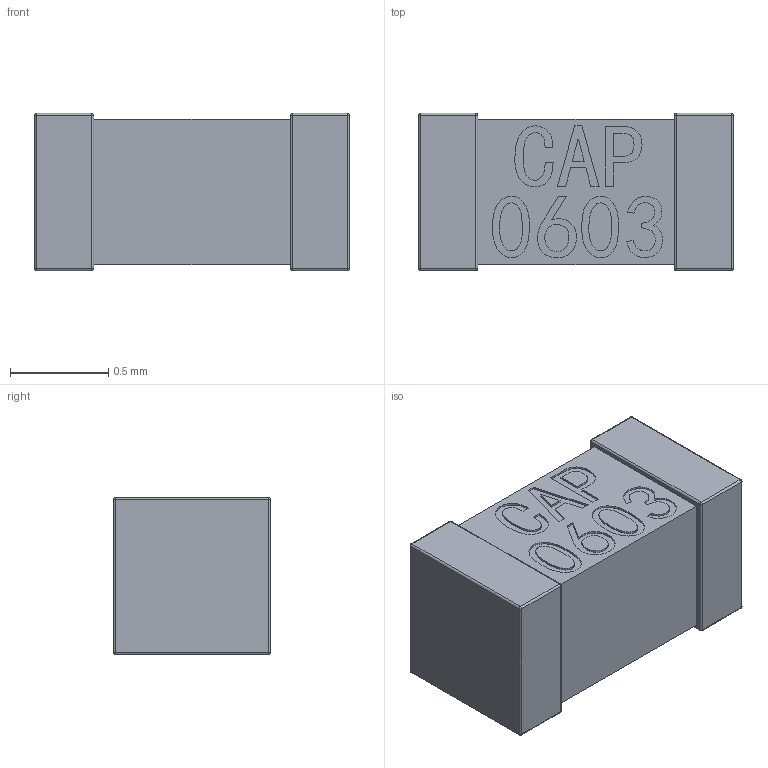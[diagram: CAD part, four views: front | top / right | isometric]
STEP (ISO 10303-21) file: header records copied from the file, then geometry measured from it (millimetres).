
FILE_DESCRIPTION (( 'STEP AP214' ), '1' );
FILE_NAME ('44042F84-EB5E-4353-96F1-BA501B49F0FE.STEP', '2023-05-01T12:50:01', ( '' ), ( '' ), 'SwSTEP 2.0', 'SolidWorks 2022', '' );
FILE_SCHEMA (( 'AUTOMOTIVE_DESIGN' ));
Length unit declared in the file: millimetre
Products named in the file (1): 44042F84-EB5E-4353-96F1-BA501B49F0FE
Bounding box: 1.6 x 0.8 x 0.8 mm (x, y, z)
Volume: 0.9 mm3; surface area: 6.4 mm2
Topology: 1 solids, 1 shells, 124 faces, 292 edges, 168 vertices
Faces by surface type: plane 56, bspline 28, cylinder 24, sphere 16
Entity records: 7986 total; most frequent: CARTESIAN_POINT 4009, ORIENTED_EDGE 552, DIRECTION 462, EDGE_CURVE 276, VECTOR 172, LINE 172, VERTEX_POINT 168, AXIS2_PLACEMENT_3D 145
